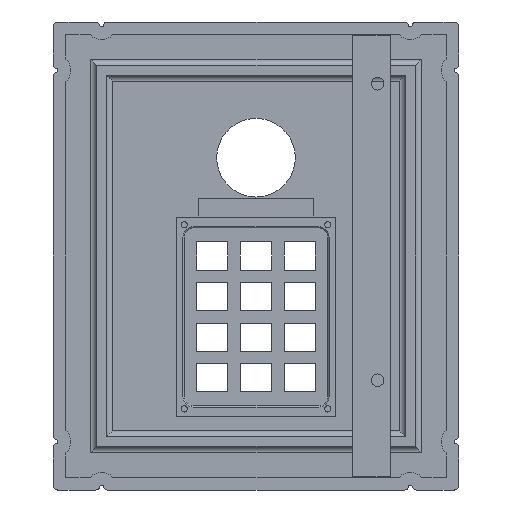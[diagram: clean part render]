
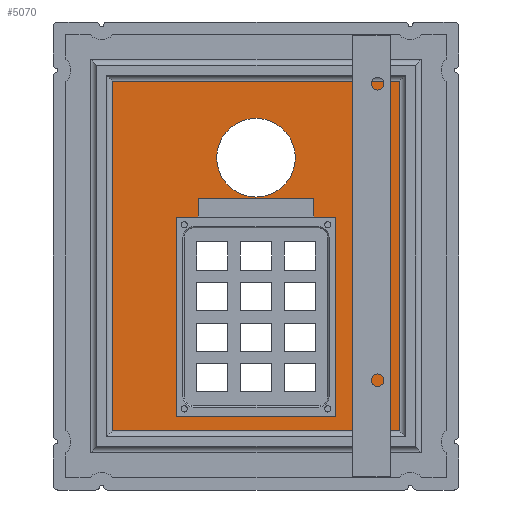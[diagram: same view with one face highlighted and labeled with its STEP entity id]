
A CAD part, front view. The second image highlights one B-rep face of the part: STEP entity #5070.
In plain terms, the highlighted planar face has unit normal (0, -1, 0).
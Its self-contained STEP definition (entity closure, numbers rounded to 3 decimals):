
#102=FACE_BOUND('',#749,.T.);
#103=FACE_BOUND('',#750,.T.);
#268=CIRCLE('',#5429,12.6);
#437=FACE_OUTER_BOUND('',#748,.T.);
#748=EDGE_LOOP('',(#3508,#3509,#3510,#3511));
#749=EDGE_LOOP('',(#3512));
#750=EDGE_LOOP('',(#3513,#3514,#3515,#3516,#3517,#3518,#3519,#3520));
#1123=LINE('',#7596,#1665);
#1126=LINE('',#7606,#1668);
#1128=LINE('',#7612,#1670);
#1130=LINE('',#7616,#1672);
#1131=LINE('',#7622,#1673);
#1132=LINE('',#7624,#1674);
#1133=LINE('',#7626,#1675);
#1134=LINE('',#7628,#1676);
#1135=LINE('',#7630,#1677);
#1136=LINE('',#7632,#1678);
#1137=LINE('',#7634,#1679);
#1138=LINE('',#7635,#1680);
#1665=VECTOR('',#6031,10.);
#1668=VECTOR('',#6040,10.);
#1670=VECTOR('',#6046,10.);
#1672=VECTOR('',#6052,10.);
#1673=VECTOR('',#6057,10.);
#1674=VECTOR('',#6058,10.);
#1675=VECTOR('',#6059,10.);
#1676=VECTOR('',#6060,10.);
#1677=VECTOR('',#6061,10.);
#1678=VECTOR('',#6062,10.);
#1679=VECTOR('',#6063,10.);
#1680=VECTOR('',#6064,10.);
#2225=VERTEX_POINT('',#7594);
#2226=VERTEX_POINT('',#7595);
#2230=VERTEX_POINT('',#7605);
#2232=VERTEX_POINT('',#7611);
#2233=VERTEX_POINT('',#7618);
#2234=VERTEX_POINT('',#7620);
#2235=VERTEX_POINT('',#7621);
#2236=VERTEX_POINT('',#7623);
#2237=VERTEX_POINT('',#7625);
#2238=VERTEX_POINT('',#7627);
#2239=VERTEX_POINT('',#7629);
#2240=VERTEX_POINT('',#7631);
#2241=VERTEX_POINT('',#7633);
#2705=EDGE_CURVE('',#2225,#2226,#1123,.T.);
#2710=EDGE_CURVE('',#2226,#2230,#1126,.T.);
#2713=EDGE_CURVE('',#2230,#2232,#1128,.T.);
#2716=EDGE_CURVE('',#2232,#2225,#1130,.T.);
#2717=EDGE_CURVE('',#2233,#2233,#268,.T.);
#2718=EDGE_CURVE('',#2234,#2235,#1131,.T.);
#2719=EDGE_CURVE('',#2236,#2234,#1132,.T.);
#2720=EDGE_CURVE('',#2237,#2236,#1133,.T.);
#2721=EDGE_CURVE('',#2238,#2237,#1134,.T.);
#2722=EDGE_CURVE('',#2239,#2238,#1135,.T.);
#2723=EDGE_CURVE('',#2240,#2239,#1136,.T.);
#2724=EDGE_CURVE('',#2241,#2240,#1137,.T.);
#2725=EDGE_CURVE('',#2235,#2241,#1138,.T.);
#3508=ORIENTED_EDGE('',*,*,#2705,.F.);
#3509=ORIENTED_EDGE('',*,*,#2716,.F.);
#3510=ORIENTED_EDGE('',*,*,#2713,.F.);
#3511=ORIENTED_EDGE('',*,*,#2710,.F.);
#3512=ORIENTED_EDGE('',*,*,#2717,.F.);
#3513=ORIENTED_EDGE('',*,*,#2718,.F.);
#3514=ORIENTED_EDGE('',*,*,#2719,.F.);
#3515=ORIENTED_EDGE('',*,*,#2720,.F.);
#3516=ORIENTED_EDGE('',*,*,#2721,.F.);
#3517=ORIENTED_EDGE('',*,*,#2722,.F.);
#3518=ORIENTED_EDGE('',*,*,#2723,.F.);
#3519=ORIENTED_EDGE('',*,*,#2724,.F.);
#3520=ORIENTED_EDGE('',*,*,#2725,.F.);
#4892=PLANE('',#5428);
#5070=ADVANCED_FACE('',(#437,#102,#103),#4892,.T.);
#5428=AXIS2_PLACEMENT_3D('',#7617,#6053,#6054);
#5429=AXIS2_PLACEMENT_3D('',#7619,#6055,#6056);
#6031=DIRECTION('',(0.,0.,-1.));
#6040=DIRECTION('',(-1.,0.,0.));
#6046=DIRECTION('',(0.,0.,1.));
#6052=DIRECTION('',(1.,0.,0.));
#6053=DIRECTION('center_axis',(0.,-1.,0.));
#6054=DIRECTION('ref_axis',(1.,0.,0.));
#6055=DIRECTION('center_axis',(0.,-1.,0.));
#6056=DIRECTION('ref_axis',(-1.,0.,0.));
#6057=DIRECTION('',(0.,0.,-1.));
#6058=DIRECTION('',(-1.,0.,0.));
#6059=DIRECTION('',(0.,0.,1.));
#6060=DIRECTION('',(-1.,0.,0.));
#6061=DIRECTION('',(0.,0.,1.));
#6062=DIRECTION('',(1.,0.,0.));
#6063=DIRECTION('',(0.,0.,-1.));
#6064=DIRECTION('',(-1.,0.,0.));
#7594=CARTESIAN_POINT('',(68.19,12.,99.852));
#7595=CARTESIAN_POINT('',(68.19,12.,-12.148));
#7596=CARTESIAN_POINT('',(68.19,12.,72.852));
#7605=CARTESIAN_POINT('',(-23.81,12.,-12.148));
#7606=CARTESIAN_POINT('',(46.19,12.,-12.148));
#7611=CARTESIAN_POINT('',(-23.81,12.,99.852));
#7612=CARTESIAN_POINT('',(-23.81,12.,14.852));
#7616=CARTESIAN_POINT('',(-1.81,12.,99.852));
#7617=CARTESIAN_POINT('Origin',(22.19,12.,43.852));
#7618=CARTESIAN_POINT('',(34.79,12.,75.352));
#7619=CARTESIAN_POINT('Origin',(22.19,12.,75.352));
#7620=CARTESIAN_POINT('',(3.69,12.,62.352));
#7621=CARTESIAN_POINT('',(3.69,12.,56.352));
#7622=CARTESIAN_POINT('',(3.69,12.,53.102));
#7623=CARTESIAN_POINT('',(40.69,12.,62.352));
#7624=CARTESIAN_POINT('',(31.44,12.,62.352));
#7625=CARTESIAN_POINT('',(40.69,12.,56.352));
#7626=CARTESIAN_POINT('',(40.69,12.,50.102));
#7627=CARTESIAN_POINT('',(47.69,12.,56.352));
#7628=CARTESIAN_POINT('',(40.69,12.,56.352));
#7629=CARTESIAN_POINT('',(47.69,12.,-7.648));
#7630=CARTESIAN_POINT('',(47.69,12.,56.352));
#7631=CARTESIAN_POINT('',(-3.31,12.,-7.648));
#7632=CARTESIAN_POINT('',(47.69,12.,-7.648));
#7633=CARTESIAN_POINT('',(-3.31,12.,56.352));
#7634=CARTESIAN_POINT('',(-3.31,12.,-7.648));
#7635=CARTESIAN_POINT('',(-3.31,12.,56.352));
